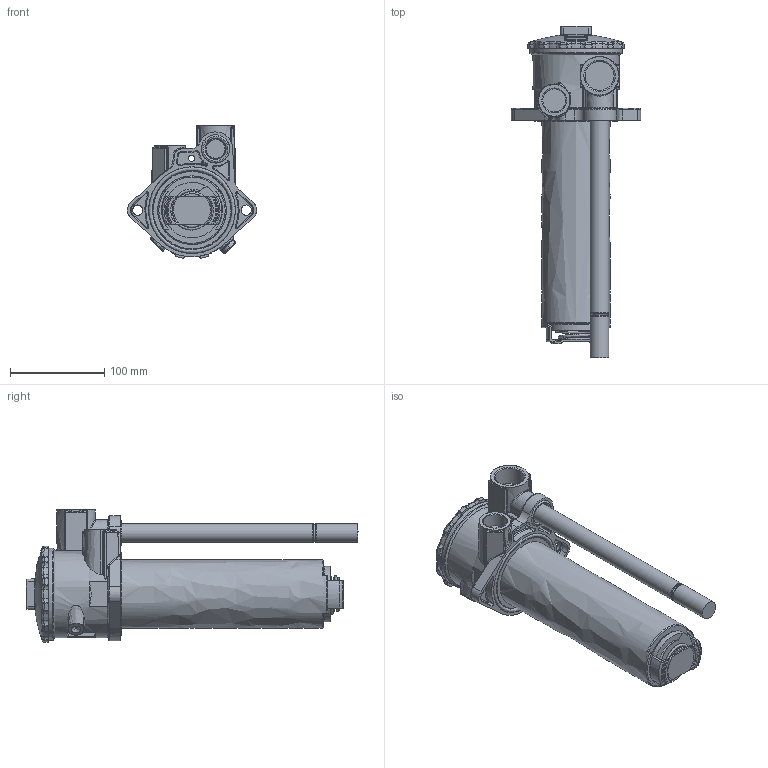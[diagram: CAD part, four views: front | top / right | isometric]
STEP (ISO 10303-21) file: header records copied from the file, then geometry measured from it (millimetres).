
FILE_DESCRIPTION((''),'2;1');
FILE_NAME('E084-77.stp','2013-04-23T16:39:38',( 'User'),('SDRC'),'I-DEAS Master Series 9','UNIX','Yes');
FILE_SCHEMA(('AUTOMOTIVE_DESIGN { 1 0 10303 214 1 1 1 1 }'));
Length unit declared in the file: millimetre
Products named in the file (1): 13280801(269555)
Bounding box: 137.07 x 352.2 x 140.65 mm (x, y, z)
Volume: 1752536.5 mm3; surface area: 157421.7 mm2
Topology: 1 solids, 4 shells, 1027 faces, 2690 edges, 1650 vertices
Faces by surface type: bspline 1027
Entity records: 40001 total; most frequent: CARTESIAN_POINT 25109, ORIENTED_EDGE 5274, EDGE_CURVE 2637, VERTEX_POINT 1648, B_SPLINE_CURVE_WITH_KNOTS 1293, EDGE_LOOP 1079, FACE_OUTER_BOUND 1027, ADVANCED_FACE 1027
